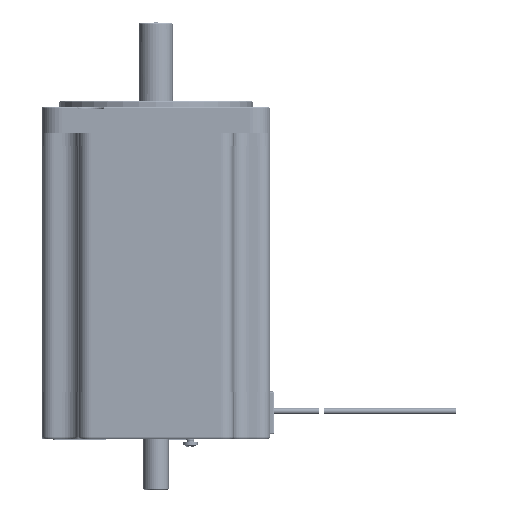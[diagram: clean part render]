
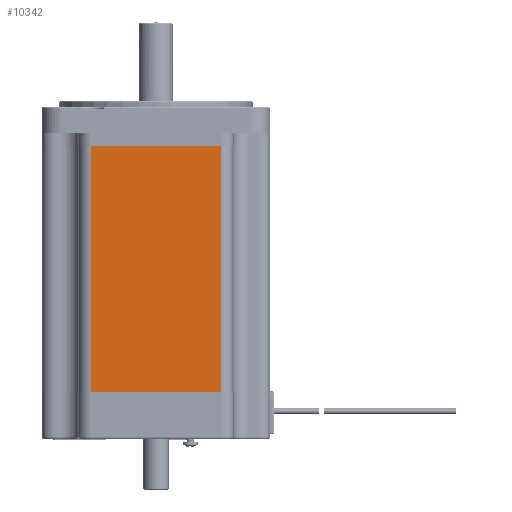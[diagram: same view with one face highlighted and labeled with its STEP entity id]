
A CAD part, left-side view. The second image highlights one B-rep face of the part: STEP entity #10342.
In plain terms, the highlighted planar face has unit normal (-1, 0, 0).
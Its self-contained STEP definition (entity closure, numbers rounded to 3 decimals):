
#58=DIRECTION('',(0.,-1.,0.));
#59=VECTOR('',#58,49.1);
#60=CARTESIAN_POINT('',(-42.85,24.55,92.5));
#61=LINE('',#60,#59);
#1225=DIRECTION('',(0.,-1.,0.));
#1226=VECTOR('',#1225,49.1);
#1227=CARTESIAN_POINT('',(-42.85,24.55,0.));
#1228=LINE('',#1227,#1226);
#2415=DIRECTION('',(0.,0.,1.));
#2416=VECTOR('',#2415,92.5);
#2417=CARTESIAN_POINT('',(-42.85,24.55,0.));
#2418=LINE('',#2417,#2416);
#2419=DIRECTION('',(0.,0.,1.));
#2420=VECTOR('',#2419,92.5);
#2421=CARTESIAN_POINT('',(-42.85,-24.55,0.));
#2422=LINE('',#2421,#2420);
#6343=CARTESIAN_POINT('',(-42.85,24.55,0.));
#6344=CARTESIAN_POINT('',(-42.85,-24.55,0.));
#6345=VERTEX_POINT('',#6343);
#6346=VERTEX_POINT('',#6344);
#6355=CARTESIAN_POINT('',(-42.85,24.55,92.5));
#6356=CARTESIAN_POINT('',(-42.85,-24.55,92.5));
#6357=VERTEX_POINT('',#6355);
#6358=VERTEX_POINT('',#6356);
#10330=CARTESIAN_POINT('',(-42.85,24.55,0.));
#10331=DIRECTION('',(-1.,0.,0.));
#10332=DIRECTION('',(0.,-1.,0.));
#10333=AXIS2_PLACEMENT_3D('',#10330,#10331,#10332);
#10334=PLANE('',#10333);
#10335=ORIENTED_EDGE('',*,*,#9247,.F.);
#10336=ORIENTED_EDGE('',*,*,#10325,.T.);
#10337=ORIENTED_EDGE('',*,*,#8297,.T.);
#10339=ORIENTED_EDGE('',*,*,#10338,.F.);
#10340=EDGE_LOOP('',(#10335,#10336,#10337,#10339));
#10341=FACE_OUTER_BOUND('',#10340,.F.);
#10342=ADVANCED_FACE('',(#10341),#10334,.T.);
#8297=EDGE_CURVE('',#6357,#6358,#61,.T.);
#9247=EDGE_CURVE('',#6345,#6346,#1228,.T.);
#10325=EDGE_CURVE('',#6345,#6357,#2418,.T.);
#10338=EDGE_CURVE('',#6346,#6358,#2422,.T.);
